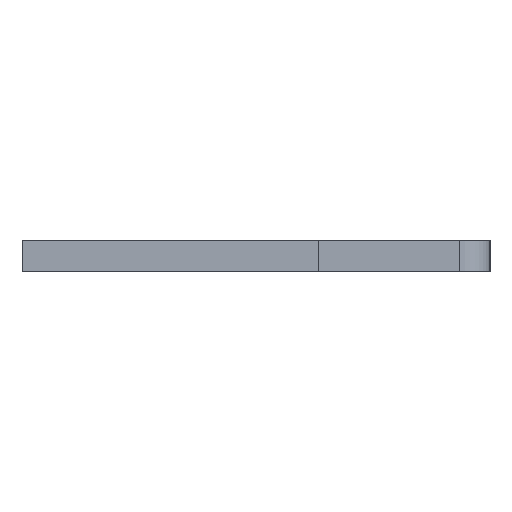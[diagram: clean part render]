
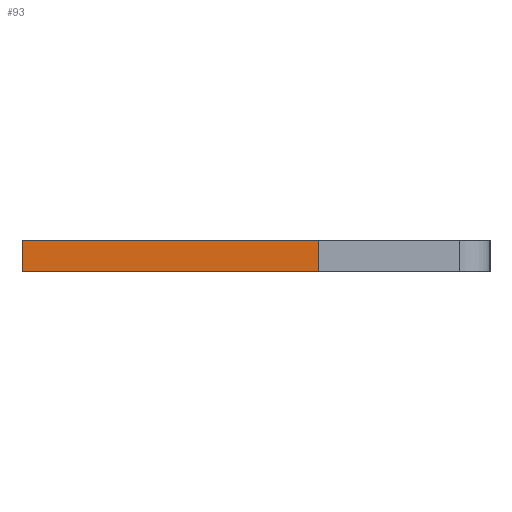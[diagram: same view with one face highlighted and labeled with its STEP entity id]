
A CAD part, left-side view. The second image highlights one B-rep face of the part: STEP entity #93.
In plain terms, the highlighted face is planar.
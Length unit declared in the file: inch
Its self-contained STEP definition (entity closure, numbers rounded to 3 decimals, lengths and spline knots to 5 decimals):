
#2 = CARTESIAN_POINT ( 'NONE',  ( 0.01, 0.15, -0.04 ) ) ;
#29 = DIRECTION ( 'NONE',  ( -1., 0., 0. ) ) ;
#93 = ADVANCED_FACE ( 'NONE', ( #1229 ), #466, .F. ) ;
#104 = ORIENTED_EDGE ( 'NONE', *, *, #632, .T. ) ;
#118 = CARTESIAN_POINT ( 'NONE',  ( 0.01, 0.15, -0.04 ) ) ;
#144 = DIRECTION ( 'NONE',  ( 0., 1., 0. ) ) ;
#154 = VERTEX_POINT ( 'NONE', #887 ) ;
#162 = LINE ( 'NONE', #2, #491 ) ;
#169 = VERTEX_POINT ( 'NONE', #1073 ) ;
#197 = VECTOR ( 'NONE', #416, 39.37008 ) ;
#202 = DIRECTION ( 'NONE',  ( -1., 0., 0. ) ) ;
#224 = AXIS2_PLACEMENT_3D ( 'NONE', #985, #370, #768 ) ;
#255 = EDGE_LOOP ( 'NONE', ( #520, #811, #672, #104 ) ) ;
#292 = CARTESIAN_POINT ( 'NONE',  ( 0.01, -0.04, -0.04 ) ) ;
#370 = DIRECTION ( 'NONE',  ( 0., 0., 1. ) ) ;
#416 = DIRECTION ( 'NONE',  ( 0., 1., 0. ) ) ;
#466 = PLANE ( 'NONE',  #224 ) ;
#481 = VECTOR ( 'NONE', #29, 39.37008 ) ;
#491 = VECTOR ( 'NONE', #202, 39.37008 ) ;
#520 = ORIENTED_EDGE ( 'NONE', *, *, #869, .T. ) ;
#524 = VERTEX_POINT ( 'NONE', #619 ) ;
#579 = EDGE_CURVE ( 'NONE', #1247, #154, #622, .T. ) ;
#619 = CARTESIAN_POINT ( 'NONE',  ( -0.01, 0.15, -0.04 ) ) ;
#622 = LINE ( 'NONE', #118, #197 ) ;
#632 = EDGE_CURVE ( 'NONE', #1247, #169, #888, .T. ) ;
#672 = ORIENTED_EDGE ( 'NONE', *, *, #579, .F. ) ;
#768 = DIRECTION ( 'NONE',  ( 1., 0., 0. ) ) ;
#773 = VECTOR ( 'NONE', #144, 39.37008 ) ;
#811 = ORIENTED_EDGE ( 'NONE', *, *, #1225, .F. ) ;
#869 = EDGE_CURVE ( 'NONE', #169, #524, #975, .T. ) ;
#887 = CARTESIAN_POINT ( 'NONE',  ( 0.01, 0.15, -0.04 ) ) ;
#888 = LINE ( 'NONE', #928, #481 ) ;
#928 = CARTESIAN_POINT ( 'NONE',  ( 0.01, -0.04, -0.04 ) ) ;
#975 = LINE ( 'NONE', #1232, #773 ) ;
#985 = CARTESIAN_POINT ( 'NONE',  ( 0.01, 0.15, -0.04 ) ) ;
#1073 = CARTESIAN_POINT ( 'NONE',  ( -0.01, -0.04, -0.04 ) ) ;
#1225 = EDGE_CURVE ( 'NONE', #154, #524, #162, .T. ) ;
#1229 = FACE_OUTER_BOUND ( 'NONE', #255, .T. ) ;
#1232 = CARTESIAN_POINT ( 'NONE',  ( -0.01, 0.15, -0.04 ) ) ;
#1247 = VERTEX_POINT ( 'NONE', #292 ) ;
